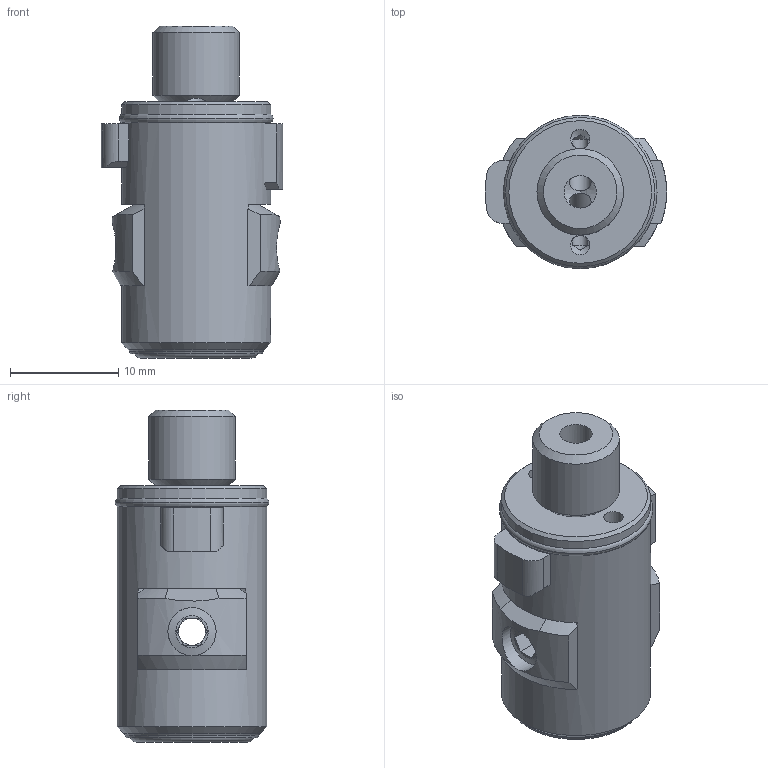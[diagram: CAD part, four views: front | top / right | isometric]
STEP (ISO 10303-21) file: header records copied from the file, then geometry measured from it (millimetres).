
FILE_DESCRIPTION(/* description */ ('Alibre Inc.'),/* implementation_level */ '2;1');
FILE_NAME(/* name */ 'export-F7550070-2332-4DFA-9F2D-B4FB3C087A8D',/* time_stamp */ '2023-12-28T16:18:32+01:00',/* author */ (''),/* organization */ (''),/* preprocessor_version */ 'ST-DEVELOPER v17',/* originating_system */ 'Alibre',/* authorisation */ '');
FILE_SCHEMA (('AUTOMOTIVE_DESIGN'));
Length unit declared in the file: millimetre
Products named in the file (3): 9049580190000
Bounding box: 16.78 x 14.2 x 30.7 mm (x, y, z)
Volume: 3701.8 mm3; surface area: 2626.5 mm2
Topology: 2 solids, 2 shells, 124 faces, 349 edges, 231 vertices
Faces by surface type: plane 64, cylinder 28, cone 26, torus 6
Full cylindrical faces by diameter (mm): 1.5 x2, 1.8 x2, 2 x2, 2.5 x1, 3 x1, 3.242 x1, 4.459 x2, 4.9 x1, 5.25 x1, 6 x1, 7.5 x1, 8 x1, 13.8 x2
Entity records: 4578 total; most frequent: CARTESIAN_POINT 1470, ORIENTED_EDGE 686, DIRECTION 554, EDGE_CURVE 343, AXIS2_PLACEMENT_3D 241, VERTEX_POINT 231, VECTOR 142, LINE 142
